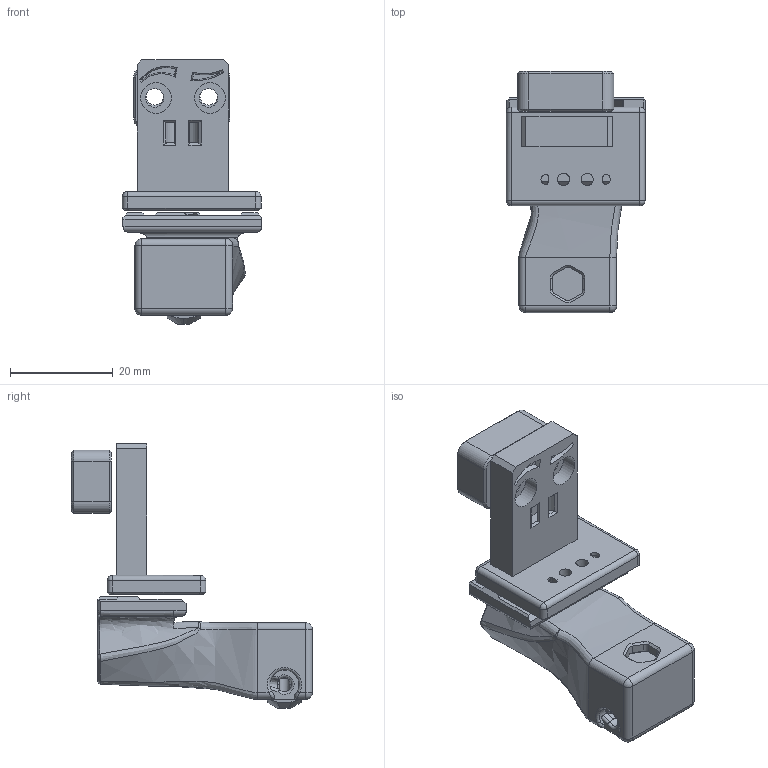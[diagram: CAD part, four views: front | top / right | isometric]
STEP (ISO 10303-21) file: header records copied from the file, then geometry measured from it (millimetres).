
FILE_DESCRIPTION(/* description */ ('STEP AP242','CAx-IF Rec.Pracs.---Representation and Presentation of Product Manufacturing Information (PMI)---4.0---2014-10-13','CAx-IF Rec.Pracs.---3D Tessellated Geometry---0.4---2014-09-14','2;1'),/* implementation_level */ '2;1');
FILE_NAME(/* name */ '644bb640e5f5945350130505',/* time_stamp */ '2023-04-28T12:04:17+00:00',/* author */ (''),/* organization */ (''),/* preprocessor_version */ 'ST-DEVELOPER v18.102',/* originating_system */ ' ',/* authorisation */ ' ');
FILE_SCHEMA (('AP242_MANAGED_MODEL_BASED_3D_ENGINEERING_MIM_LF { 1 0 10303 442 1 1 4 }'));
Length unit declared in the file: metre
Products named in the file (4): KlickyNG-00_Probe; AB/SB mount v3; Klicky-00_SB - Probe_Body
Bounding box: 27.17 x 46.99 x 51.61 mm (x, y, z)
Volume: 16081.3 mm3; surface area: 9259.1 mm2
Topology: 4 solids, 4 shells, 560 faces, 1489 edges, 924 vertices
Faces by surface type: plane 301, cylinder 104, cone 84, bspline 58, sphere 10, torus 3
Full cylindrical faces by diameter (mm): 2.385 x2, 2.8 x1, 3.4 x2, 3.6 x2, 4.7 x2, 6 x2
Entity records: 20170 total; most frequent: CARTESIAN_POINT 6926, ORIENTED_EDGE 2908, DIRECTION 2470, EDGE_CURVE 1454, VERTEX_POINT 916, AXIS2_PLACEMENT_3D 829, LINE 812, VECTOR 812
